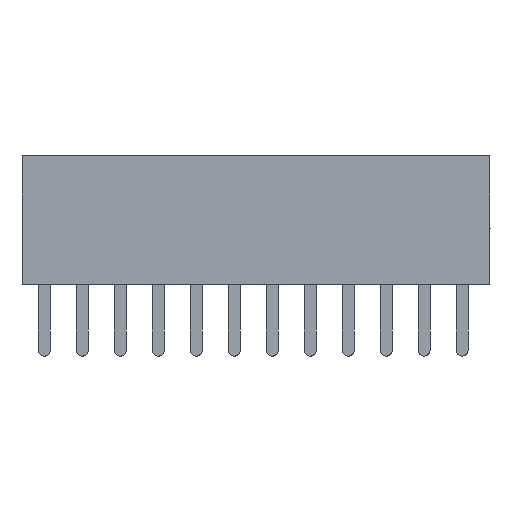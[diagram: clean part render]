
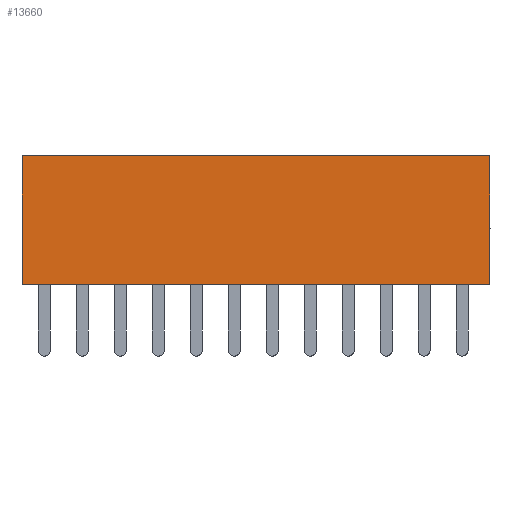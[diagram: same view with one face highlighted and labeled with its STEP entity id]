
A CAD part, front view. The second image highlights one B-rep face of the part: STEP entity #13660.
In plain terms, the highlighted planar face has unit normal (0, -1, 0).
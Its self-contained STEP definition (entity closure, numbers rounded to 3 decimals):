
#9 = DIRECTION ( 'NONE',  ( 0., 0., 1. ) ) ;
#949 = VERTEX_POINT ( 'NONE', #9621 ) ;
#1891 = ORIENTED_EDGE ( 'NONE', *, *, #9440, .F. ) ;
#2089 = ORIENTED_EDGE ( 'NONE', *, *, #5889, .F. ) ;
#2223 = VECTOR ( 'NONE', #4705, 1000. ) ;
#2596 = ORIENTED_EDGE ( 'NONE', *, *, #5313, .F. ) ;
#4235 = LINE ( 'NONE', #4498, #17377 ) ;
#4394 = CARTESIAN_POINT ( 'NONE',  ( -7.82, -1.05, 4.3 ) ) ;
#4498 = CARTESIAN_POINT ( 'NONE',  ( 7.82, -1.05, 4.3 ) ) ;
#4705 = DIRECTION ( 'NONE',  ( 1., 0., 0. ) ) ;
#5023 = ORIENTED_EDGE ( 'NONE', *, *, #10448, .F. ) ;
#5313 = EDGE_CURVE ( 'NONE', #17600, #949, #4235, .T. ) ;
#5514 = FACE_OUTER_BOUND ( 'NONE', #11262, .T. ) ;
#5889 = EDGE_CURVE ( 'NONE', #24024, #12409, #23011, .T. ) ;
#7063 = VECTOR ( 'NONE', #22327, 1000. ) ;
#8479 = CARTESIAN_POINT ( 'NONE',  ( -7.82, -1.05, 4.3 ) ) ;
#8602 = CARTESIAN_POINT ( 'NONE',  ( -7.82, -1.05, 0. ) ) ;
#9440 = EDGE_CURVE ( 'NONE', #12409, #17600, #14856, .T. ) ;
#9621 = CARTESIAN_POINT ( 'NONE',  ( 7.82, -1.05, 0. ) ) ;
#10448 = EDGE_CURVE ( 'NONE', #949, #24024, #14734, .T. ) ;
#11262 = EDGE_LOOP ( 'NONE', ( #2596, #1891, #2089, #5023 ) ) ;
#12409 = VERTEX_POINT ( 'NONE', #4394 ) ;
#13660 = ADVANCED_FACE ( 'NONE', ( #5514 ), #19263, .F. ) ;
#14734 = LINE ( 'NONE', #8602, #7063 ) ;
#14856 = LINE ( 'NONE', #8479, #2223 ) ;
#14866 = CARTESIAN_POINT ( 'NONE',  ( -7.82, -1.05, 4.3 ) ) ;
#15834 = DIRECTION ( 'NONE',  ( 0., 0., -1. ) ) ;
#16571 = CARTESIAN_POINT ( 'NONE',  ( -7.82, -1.05, 0. ) ) ;
#17377 = VECTOR ( 'NONE', #15834, 1000. ) ;
#17600 = VERTEX_POINT ( 'NONE', #24211 ) ;
#17647 = CARTESIAN_POINT ( 'NONE',  ( -7.82, -1.05, 4.3 ) ) ;
#19263 = PLANE ( 'NONE',  #24087 ) ;
#19839 = VECTOR ( 'NONE', #9, 1000. ) ;
#22327 = DIRECTION ( 'NONE',  ( -1., 0., 0. ) ) ;
#22817 = DIRECTION ( 'NONE',  ( 0., 0., 1. ) ) ;
#23011 = LINE ( 'NONE', #17647, #19839 ) ;
#24024 = VERTEX_POINT ( 'NONE', #16571 ) ;
#24087 = AXIS2_PLACEMENT_3D ( 'NONE', #14866, #24478, #22817 ) ;
#24211 = CARTESIAN_POINT ( 'NONE',  ( 7.82, -1.05, 4.3 ) ) ;
#24478 = DIRECTION ( 'NONE',  ( 0., 1., 0. ) ) ;
